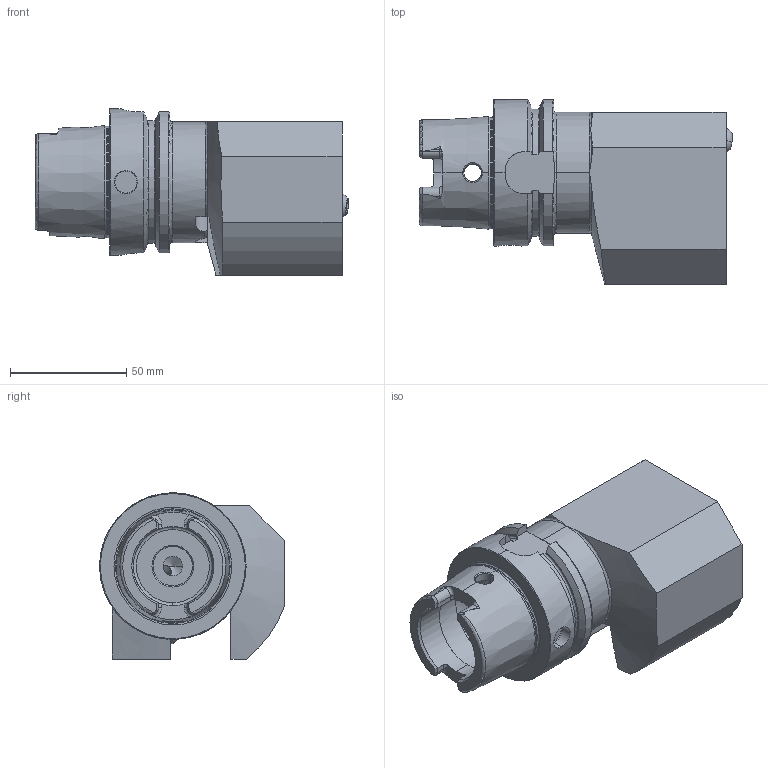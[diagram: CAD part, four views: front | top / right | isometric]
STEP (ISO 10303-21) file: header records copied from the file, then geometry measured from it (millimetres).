
FILE_DESCRIPTION (( 'STEP AP214' ), '1' );
FILE_NAME ('HA6.V25.R11.100.STEP', '2020-09-16T14:35:18', ( '' ), ( '' ), 'SwSTEP 2.0', 'SolidWorks 2017', '' );
FILE_SCHEMA (( 'AUTOMOTIVE_DESIGN' ));
Length unit declared in the file: millimetre
Products named in the file (6): HA6-V25.R11.100_B; ISO 4026 - M12 x 25; KU1-U14.001.012; KU1-U14.001.012_2; KU1-U14.001.012_1; HA6.V25.R11.100
Assembly tree (6 placements, depth 3):
  HA6.V25.R11.100
    HA6-V25.R11.100_B
    ISO 4026 - M12 x 25  x2
    KU1-U14.001.012
      KU1-U14.001.012_1
      KU1-U14.001.012_2
Bounding box: 134.71 x 79.5 x 71.5 mm (x, y, z)
Volume: 330515.7 mm3; surface area: 52432 mm2
Topology: 5 solids, 5 shells, 243 faces, 631 edges, 393 vertices
Faces by surface type: plane 76, cylinder 70, cone 54, torus 34, bspline 5, sphere 4
Entity records: 9618 total; most frequent: CARTESIAN_POINT 2749, ORIENTED_EDGE 1170, DIRECTION 1128, EDGE_CURVE 585, AXIS2_PLACEMENT_3D 457, VERTEX_POINT 367, EDGE_LOOP 244, FACE_OUTER_BOUND 228
